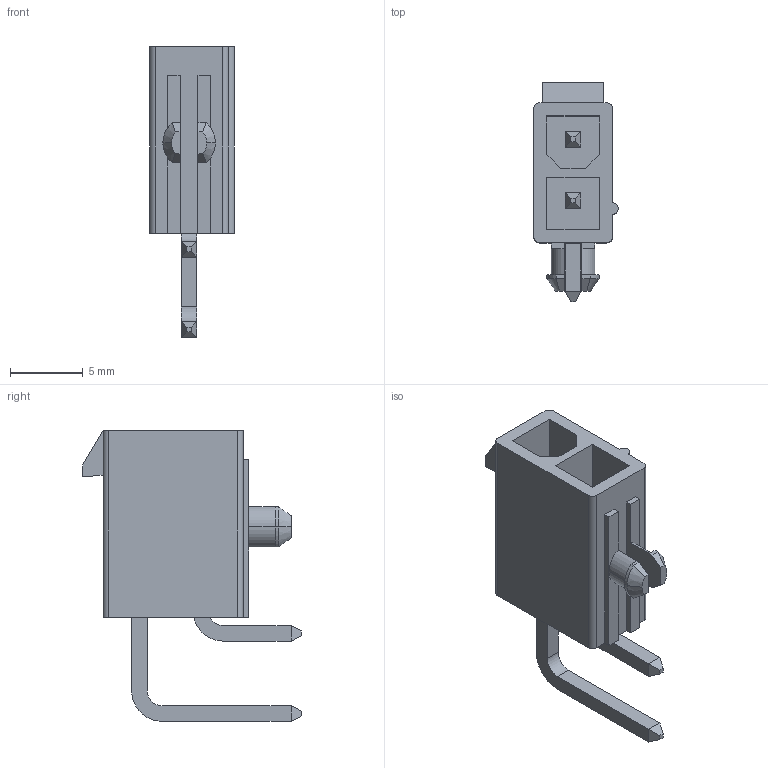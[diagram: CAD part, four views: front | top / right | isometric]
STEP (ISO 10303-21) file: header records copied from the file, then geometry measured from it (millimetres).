
FILE_DESCRIPTION(('STEP AP242'),'1');
FILE_NAME('0039301020.stp','2024-11-15T18:56:32',('TraceParts'),('TraceParts S.A.'),'Spatial InterOp 3D',' ',' ');
FILE_SCHEMA(('AP242_MANAGED_MODEL_BASED_3D_ENGINEERING_MIM_LF {1 0 10303 442 1 1 4}'));
Length unit declared in the file: millimetre
Products named in the file (1): 0039301020_1
Bounding box: 5.8 x 15 x 19.93 mm (x, y, z)
Volume: 505.2 mm3; surface area: 947.5 mm2
Topology: 1 solids, 1 shells, 106 faces, 269 edges, 178 vertices
Faces by surface type: plane 84, cylinder 18, cone 4
Entity records: 3151 total; most frequent: CARTESIAN_POINT 553, DIRECTION 527, ORIENTED_EDGE 524, EDGE_CURVE 262, LINE 219, VECTOR 219, VERTEX_POINT 164, AXIS2_PLACEMENT_3D 154
